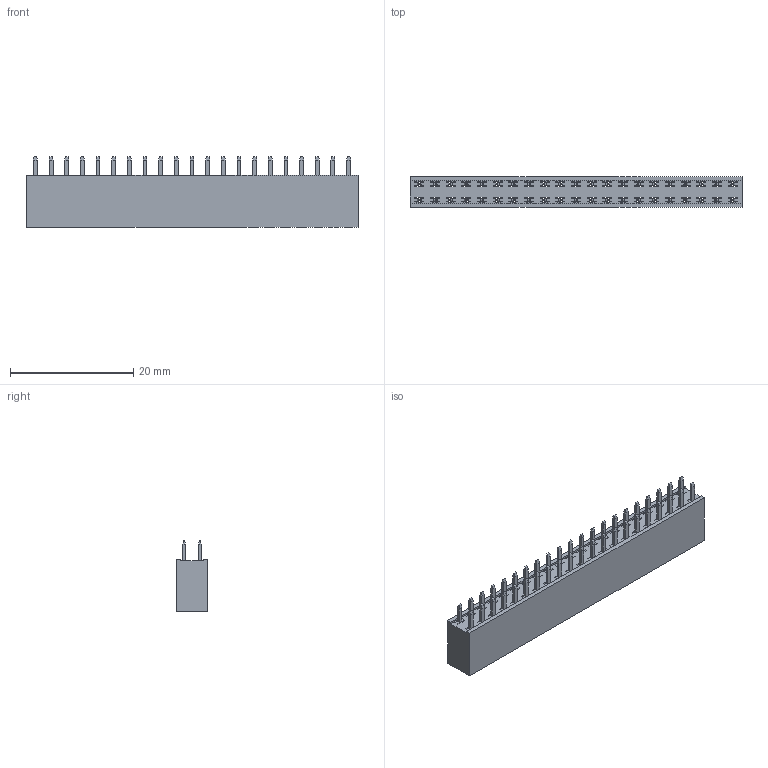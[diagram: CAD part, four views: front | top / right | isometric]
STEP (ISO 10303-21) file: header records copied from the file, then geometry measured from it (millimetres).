
FILE_DESCRIPTION (( 'STEP AP214' ), '1' );
FILE_NAME ('FFH25405-D42S1004K6K-REF.STEP', '2025-05-19T06:34:38', ( '' ), ( '' ), 'SwSTEP 2.0', 'SolidWorks 2021', '' );
FILE_SCHEMA (( 'AUTOMOTIVE_DESIGN' ));
Length unit declared in the file: millimetre
Products named in the file (1): FFH25405-D42S1004K6K-REF
Bounding box: 53.84 x 5 x 11.5 mm (x, y, z)
Volume: 1975.2 mm3; surface area: 4163.5 mm2
Topology: 1 solids, 1 shells, 1354 faces, 3972 edges, 2536 vertices
Faces by surface type: plane 1354
Entity records: 43918 total; most frequent: ORIENTED_EDGE 7944, CARTESIAN_POINT 7863, DIRECTION 6682, VECTOR 3972, EDGE_CURVE 3972, LINE 3972, VERTEX_POINT 2536, EDGE_LOOP 1438
